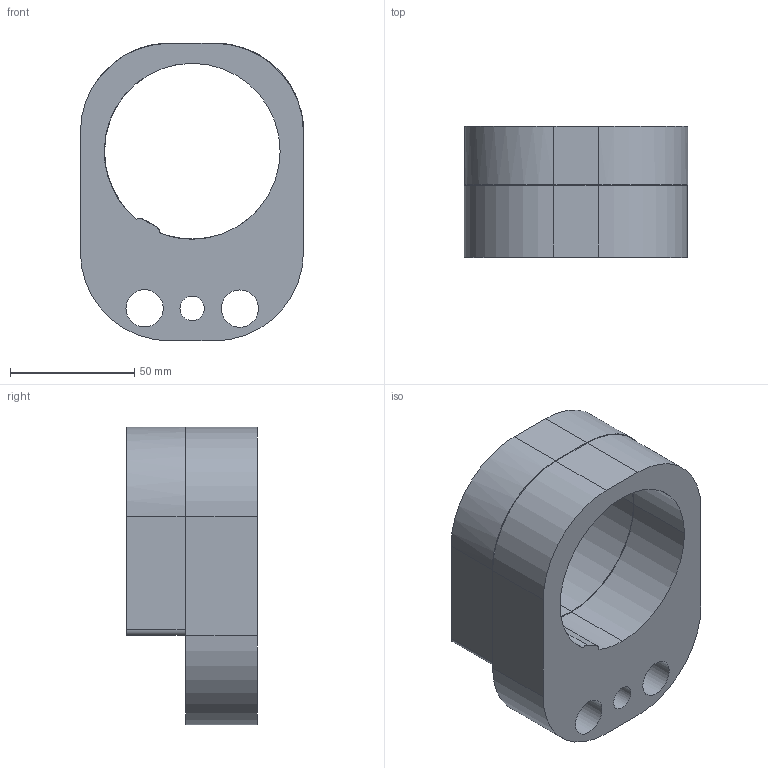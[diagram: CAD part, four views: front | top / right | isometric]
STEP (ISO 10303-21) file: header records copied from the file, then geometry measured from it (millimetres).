
FILE_DESCRIPTION(/* description */ (''),/* implementation_level */ '2;1');
FILE_NAME(/* name */ 'Bosch Colt Spindle Carriage v3.step',/* time_stamp */ '2023-07-06T07:42:05-07:00',/* author */ (''),/* organization */ (''),/* preprocessor_version */ 'ST-DEVELOPER v19.2',/* originating_system */ 'Autodesk Translation Framework v12.6.0.85',/* authorisation */ '');
FILE_SCHEMA (('AUTOMOTIVE_DESIGN { 1 0 10303 214 3 1 1 }'));
Length unit declared in the file: inch
Products named in the file (1): Bosch Colt Spindle Carriage
Bounding box: 89.84 x 52.58 x 119.81 mm (x, y, z)
Volume: 224226.1 mm3; surface area: 49655.6 mm2
Topology: 2 solids, 2 shells, 39 faces, 105 edges, 70 vertices
Faces by surface type: cylinder 17, plane 14, bspline 8
Full cylindrical faces by diameter (mm): 9.828 x1, 15.002 x2
Entity records: 1311 total; most frequent: CARTESIAN_POINT 319, ORIENTED_EDGE 210, DIRECTION 187, EDGE_CURVE 105, VERTEX_POINT 70, AXIS2_PLACEMENT_3D 66, LINE 55, VECTOR 55
